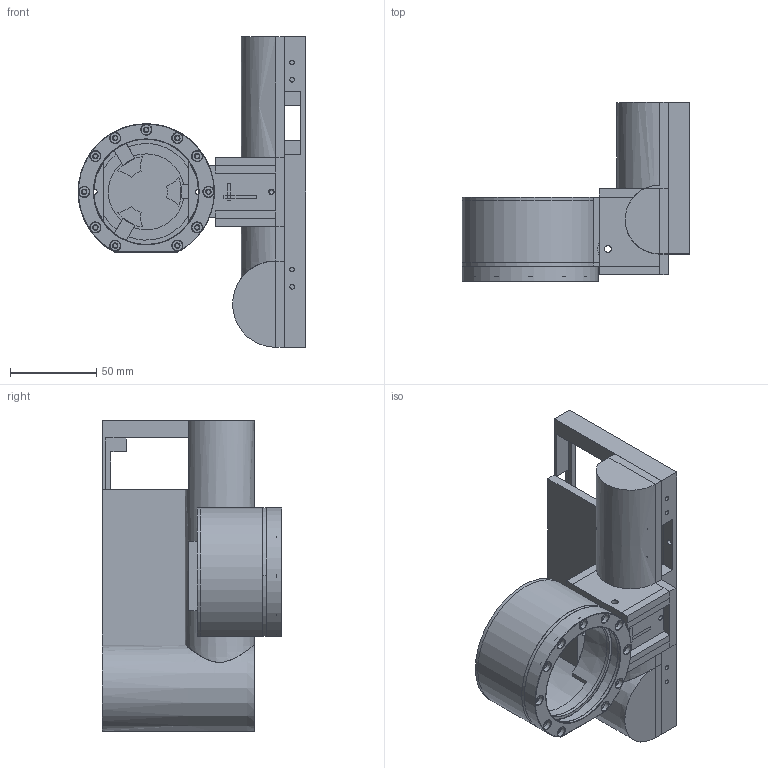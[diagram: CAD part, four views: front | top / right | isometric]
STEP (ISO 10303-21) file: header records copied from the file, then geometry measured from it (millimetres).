
FILE_DESCRIPTION(('FreeCAD Model'),'2;1');
FILE_NAME('ASIX7_J7.step', '2019-09-30T21:23:42',('Author'),(''), 'Open CASCADE STEP processor 7.2','FreeCAD','Unknown');
FILE_SCHEMA(('AUTOMOTIVE_DESIGN { 1 0 10303 214 1 1 1 1 }'));
Products named in the file (1): test1
Bounding box: 132 x 104 x 180 mm (x, y, z)
Surface area: 135634.9 mm2 (no closed solid volume)
Topology: 0 solids, 486 shells, 486 faces, 2504 edges, 2286 vertices
Faces by surface type: plane 323, revolution 163
Entity records: 52152 total; most frequent: CARTESIAN_POINT 13651, DIRECTION 6015, LINE 3910, VECTOR 3910, ORIENTED_EDGE 2504, EDGE_CURVE 2504, SURFACE_CURVE 2504, PCURVE 2504
